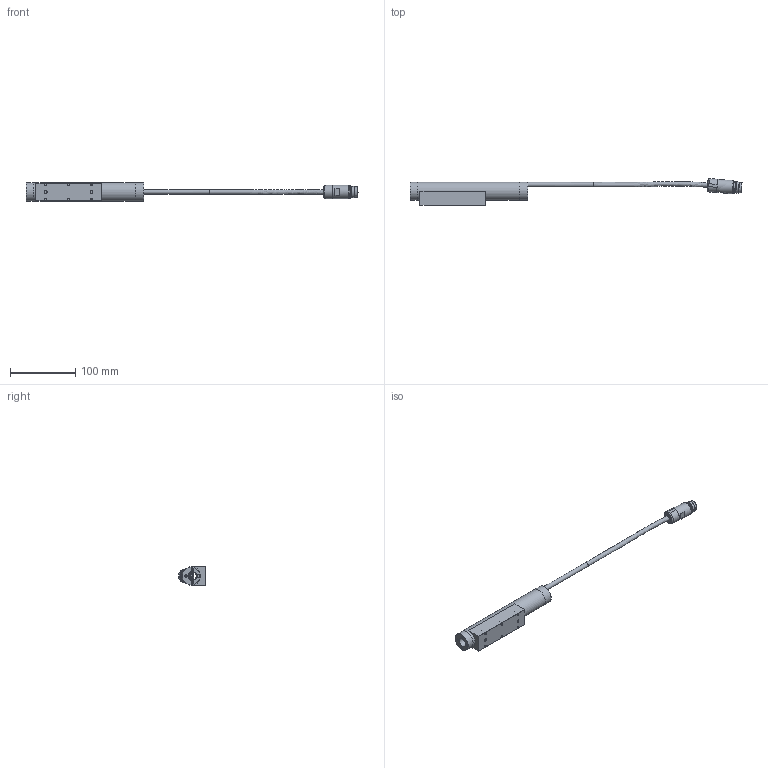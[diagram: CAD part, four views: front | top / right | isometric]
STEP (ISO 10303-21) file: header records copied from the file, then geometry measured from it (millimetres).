
FILE_DESCRIPTION (( 'STEP AP214' ), '1' );
FILE_NAME ('0186-1221_231128_PS01-23x80F-HP-SSCP-G02-R20.STEP', '2023-11-28T14:30:20', ( '' ), ( '' ), 'SwSTEP 2.0', 'SolidWorks 2023', '' );
FILE_SCHEMA (( 'AUTOMOTIVE_DESIGN' ));
Length unit declared in the file: millimetre
Products named in the file (1): 0186-1221_231128_PS01-23x80F-HP-SSCP-G02-R20
Bounding box: 507.39 x 41.05 x 28 mm (x, y, z)
Volume: 144599.5 mm3; surface area: 40280.9 mm2
Topology: 2 solids, 2 shells, 178 faces, 391 edges, 257 vertices
Faces by surface type: plane 72, cylinder 65, cone 28, bspline 11, torus 2
Full cylindrical faces by diameter (mm): 1.15 x5, 1.2 x3, 2.1 x5, 3.2 x3, 3.3 x9, 4 x3, 7 x1, 12 x1, 13.2 x2, 13.8 x1, 13.9 x1, 14.2 x1, 15.54 x1, 15.7 x1, 16.2 x2, 17 x1, 17.5 x1, 18 x2, 28 x5
Entity records: 6311 total; most frequent: CARTESIAN_POINT 2730, DIRECTION 740, ORIENTED_EDGE 540, AXIS2_PLACEMENT_3D 330, EDGE_LOOP 304, EDGE_CURVE 270, FACE_OUTER_BOUND 238, VERTEX_POINT 220
